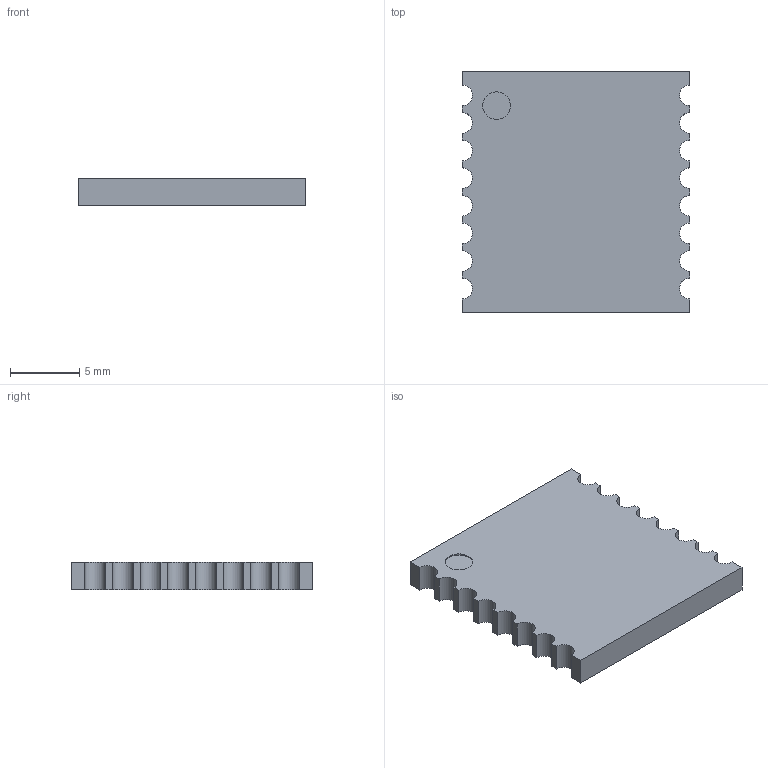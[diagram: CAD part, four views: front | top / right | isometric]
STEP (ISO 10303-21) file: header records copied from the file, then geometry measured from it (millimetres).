
FILE_DESCRIPTION(('FreeCAD Model'),'2;1');
FILE_NAME('Open CASCADE Shape Model','2025-05-10T23:52:12',('Author'),( ''),'Open CASCADE STEP processor 7.7','FreeCAD','Unknown');
FILE_SCHEMA(('AUTOMOTIVE_DESIGN { 1 0 10303 214 1 1 1 1 }'));
Length unit declared in the file: millimetre
Products named in the file (1): Body
Bounding box: 16.5 x 17.5 x 2 mm (x, y, z)
Volume: 548.9 mm3; surface area: 713.3 mm2
Topology: 1 solids, 1 shells, 40 faces, 127 edges, 90 vertices
Faces by surface type: plane 23, cylinder 17
Full cylindrical faces by diameter (mm): 2 x1
Entity records: 1471 total; most frequent: DIRECTION 259, CARTESIAN_POINT 258, ORIENTED_EDGE 254, EDGE_CURVE 127, AXIS2_PLACEMENT_3D 91, VERTEX_POINT 90, LINE 77, VECTOR 77
